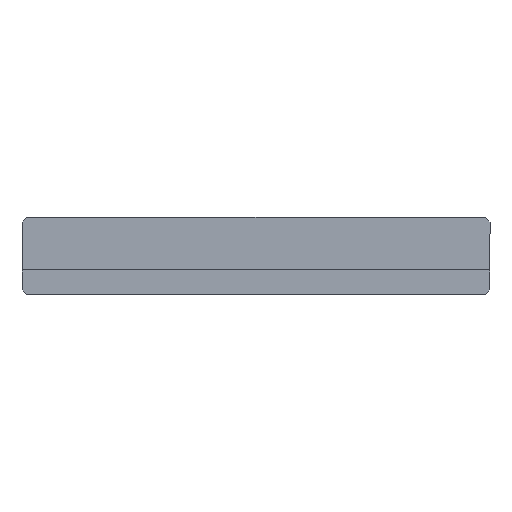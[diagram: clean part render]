
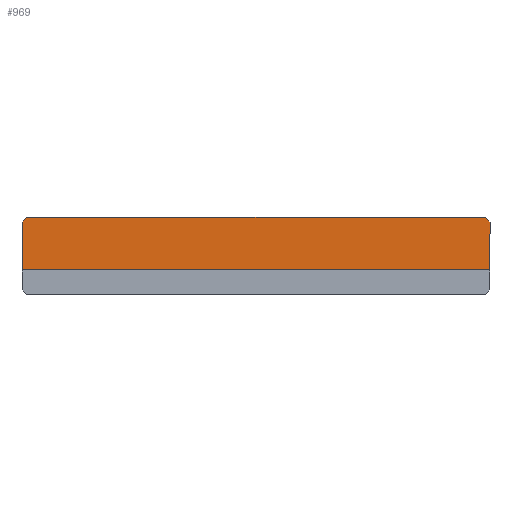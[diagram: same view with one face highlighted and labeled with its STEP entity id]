
A CAD part, left-side view. The second image highlights one B-rep face of the part: STEP entity #969.
In plain terms, the highlighted planar face has unit normal (-1, 0, 0).
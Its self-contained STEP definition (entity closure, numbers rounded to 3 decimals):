
#11 = VECTOR ( 'NONE', #417, 1000. ) ;
#43 = VERTEX_POINT ( 'NONE', #517 ) ;
#47 = CARTESIAN_POINT ( 'NONE',  ( 21.5, 150., 35. ) ) ;
#49 = CARTESIAN_POINT ( 'NONE',  ( 21.5, 150., 4.5 ) ) ;
#56 = LINE ( 'NONE', #1045, #918 ) ;
#85 = CARTESIAN_POINT ( 'NONE',  ( 21.5, -147., 38. ) ) ;
#105 = CARTESIAN_POINT ( 'NONE',  ( 21.5, 150., 35. ) ) ;
#137 = EDGE_CURVE ( 'NONE', #985, #769, #872, .T. ) ;
#149 = DIRECTION ( 'NONE',  ( 0., 0., -1. ) ) ;
#157 = CARTESIAN_POINT ( 'NONE',  ( 21.5, 150., 3. ) ) ;
#168 = EDGE_CURVE ( 'NONE', #514, #509, #1041, .T. ) ;
#174 = EDGE_CURVE ( 'NONE', #382, #985, #56, .T. ) ;
#181 = LINE ( 'NONE', #256, #952 ) ;
#185 = CARTESIAN_POINT ( 'NONE',  ( 21.5, 147., 38. ) ) ;
#192 = VECTOR ( 'NONE', #526, 1000. ) ;
#204 = CARTESIAN_POINT ( 'NONE',  ( 21.5, -147., 38. ) ) ;
#206 = DIRECTION ( 'NONE',  ( 0., 0., -1. ) ) ;
#215 = CARTESIAN_POINT ( 'NONE',  ( 21.5, -150., 35. ) ) ;
#232 = CARTESIAN_POINT ( 'NONE',  ( 21.5, -150., 4.5 ) ) ;
#251 = LINE ( 'NONE', #157, #367 ) ;
#254 = EDGE_CURVE ( 'NONE', #566, #1026, #408, .T. ) ;
#256 = CARTESIAN_POINT ( 'NONE',  ( 21.5, -150., 0. ) ) ;
#270 = EDGE_CURVE ( 'NONE', #382, #514, #251, .T. ) ;
#320 = ORIENTED_EDGE ( 'NONE', *, *, #254, .F. ) ;
#322 = EDGE_CURVE ( 'NONE', #509, #566, #826, .T. ) ;
#327 = LINE ( 'NONE', #719, #764 ) ;
#360 = EDGE_CURVE ( 'NONE', #1026, #43, #327, .T. ) ;
#367 = VECTOR ( 'NONE', #812, 1000. ) ;
#382 = VERTEX_POINT ( 'NONE', #438 ) ;
#404 = AXIS2_PLACEMENT_3D ( 'NONE', #477, #868, #149 ) ;
#408 = LINE ( 'NONE', #85, #11 ) ;
#417 = DIRECTION ( 'NONE',  ( 0., -0.707, -0.707 ) ) ;
#435 = VECTOR ( 'NONE', #792, 1000. ) ;
#438 = CARTESIAN_POINT ( 'NONE',  ( 21.5, 150., 5.5 ) ) ;
#455 = FACE_OUTER_BOUND ( 'NONE', #754, .T. ) ;
#472 = ORIENTED_EDGE ( 'NONE', *, *, #137, .T. ) ;
#477 = CARTESIAN_POINT ( 'NONE',  ( 21.5, 0., 0. ) ) ;
#489 = EDGE_CURVE ( 'NONE', #43, #769, #181, .T. ) ;
#509 = VERTEX_POINT ( 'NONE', #185 ) ;
#514 = VERTEX_POINT ( 'NONE', #105 ) ;
#517 = CARTESIAN_POINT ( 'NONE',  ( 21.5, -150., 5.5 ) ) ;
#526 = DIRECTION ( 'NONE',  ( 0., -1., 0. ) ) ;
#560 = ORIENTED_EDGE ( 'NONE', *, *, #174, .T. ) ;
#566 = VERTEX_POINT ( 'NONE', #204 ) ;
#581 = DIRECTION ( 'NONE',  ( 0., 0., -1. ) ) ;
#630 = ORIENTED_EDGE ( 'NONE', *, *, #270, .F. ) ;
#657 = CARTESIAN_POINT ( 'NONE',  ( 21.5, 147., 38. ) ) ;
#676 = VECTOR ( 'NONE', #730, 1000. ) ;
#694 = ORIENTED_EDGE ( 'NONE', *, *, #168, .F. ) ;
#719 = CARTESIAN_POINT ( 'NONE',  ( 21.5, -150., 35. ) ) ;
#730 = DIRECTION ( 'NONE',  ( 0., -1., 0. ) ) ;
#754 = EDGE_LOOP ( 'NONE', ( #630, #560, #472, #799, #835, #320, #773, #694 ) ) ;
#764 = VECTOR ( 'NONE', #982, 1000. ) ;
#769 = VERTEX_POINT ( 'NONE', #232 ) ;
#773 = ORIENTED_EDGE ( 'NONE', *, *, #322, .F. ) ;
#792 = DIRECTION ( 'NONE',  ( 0., -0.707, 0.707 ) ) ;
#797 = CARTESIAN_POINT ( 'NONE',  ( 21.5, 0., 4.5 ) ) ;
#799 = ORIENTED_EDGE ( 'NONE', *, *, #489, .F. ) ;
#812 = DIRECTION ( 'NONE',  ( 0., 0., 1. ) ) ;
#826 = LINE ( 'NONE', #657, #676 ) ;
#835 = ORIENTED_EDGE ( 'NONE', *, *, #360, .F. ) ;
#868 = DIRECTION ( 'NONE',  ( 1., 0., 0. ) ) ;
#872 = LINE ( 'NONE', #797, #192 ) ;
#887 = PLANE ( 'NONE',  #404 ) ;
#918 = VECTOR ( 'NONE', #206, 1000. ) ;
#952 = VECTOR ( 'NONE', #581, 1000. ) ;
#969 = ADVANCED_FACE ( 'NONE', ( #455 ), #887, .F. ) ;
#982 = DIRECTION ( 'NONE',  ( 0., 0., -1. ) ) ;
#985 = VERTEX_POINT ( 'NONE', #49 ) ;
#1026 = VERTEX_POINT ( 'NONE', #215 ) ;
#1041 = LINE ( 'NONE', #47, #435 ) ;
#1045 = CARTESIAN_POINT ( 'NONE',  ( 21.5, 150., 5.5 ) ) ;
